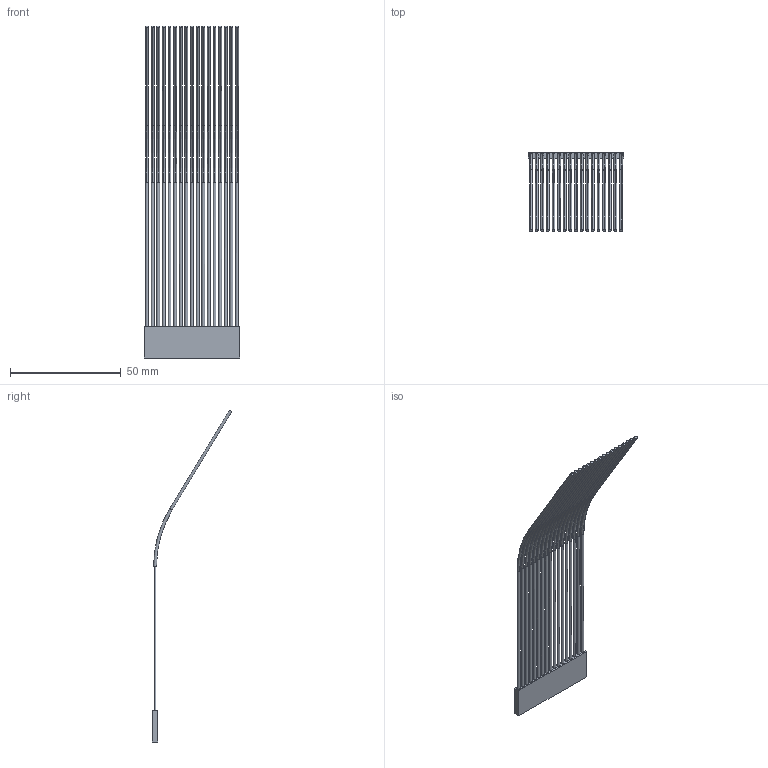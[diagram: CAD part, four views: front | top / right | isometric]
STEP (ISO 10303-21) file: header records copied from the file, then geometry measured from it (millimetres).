
FILE_DESCRIPTION (( 'STEP AP214' ), '1' );
FILE_NAME ('INGUN_115181.STEP', '2023-09-13T06:27:14', ( '' ), ( '' ), 'SwSTEP 2.0', 'SolidWorks 2021', '' );
FILE_SCHEMA (( 'AUTOMOTIVE_DESIGN' ));
Length unit declared in the file: millimetre
Products named in the file (1): INGUN_115181
Bounding box: 43.1 x 35.93 x 149.74 mm (x, y, z)
Volume: 4422 mm3; surface area: 12665.9 mm2
Topology: 1 solids, 1 shells, 329 faces, 1168 edges, 722 vertices
Faces by surface type: plane 227, cylinder 68, torus 34
Entity records: 15101 total; most frequent: ORIENTED_EDGE 2336, CARTESIAN_POINT 2220, DIRECTION 2168, EDGE_CURVE 1168, VECTOR 828, LINE 828, VERTEX_POINT 722, AXIS2_PLACEMENT_3D 670
